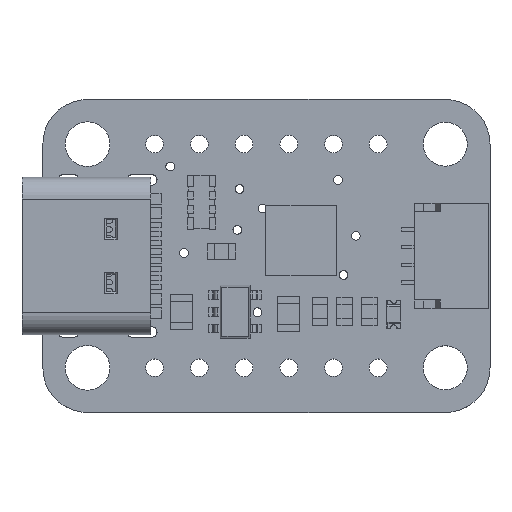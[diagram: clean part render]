
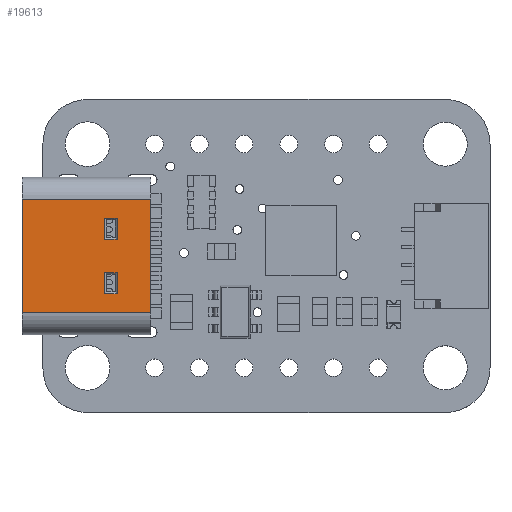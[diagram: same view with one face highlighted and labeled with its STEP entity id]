
A CAD part, top view. The second image highlights one B-rep face of the part: STEP entity #19613.
In plain terms, the highlighted planar face has unit normal (0, 0, 1).
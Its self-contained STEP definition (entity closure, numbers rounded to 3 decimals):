
#324=FACE_BOUND('',#2630,.T.);
#325=FACE_BOUND('',#2631,.T.);
#560=PLANE('',#21089);
#1501=FACE_OUTER_BOUND('',#2629,.T.);
#2629=EDGE_LOOP('',(#14598,#14599,#14600,#14601));
#2630=EDGE_LOOP('',(#14602,#14603,#14604,#14605));
#2631=EDGE_LOOP('',(#14606,#14607,#14608,#14609));
#4067=LINE('',#29415,#6344);
#4082=LINE('',#29481,#6359);
#4083=LINE('',#29483,#6360);
#4084=LINE('',#29484,#6361);
#4085=LINE('',#29487,#6362);
#4086=LINE('',#29489,#6363);
#4087=LINE('',#29491,#6364);
#4088=LINE('',#29492,#6365);
#4089=LINE('',#29495,#6366);
#4090=LINE('',#29497,#6367);
#4091=LINE('',#29499,#6368);
#4092=LINE('',#29500,#6369);
#6344=VECTOR('',#23868,6.44);
#6359=VECTOR('',#23941,7.3);
#6360=VECTOR('',#23942,6.44);
#6361=VECTOR('',#23943,7.3);
#6362=VECTOR('',#23944,1.2);
#6363=VECTOR('',#23945,0.7);
#6364=VECTOR('',#23946,1.2);
#6365=VECTOR('',#23947,0.7);
#6366=VECTOR('',#23948,1.2);
#6367=VECTOR('',#23949,0.7);
#6368=VECTOR('',#23950,1.2);
#6369=VECTOR('',#23951,0.7);
#8962=VERTEX_POINT('',#29412);
#8963=VERTEX_POINT('',#29414);
#8985=VERTEX_POINT('',#29480);
#8986=VERTEX_POINT('',#29482);
#8987=VERTEX_POINT('',#29485);
#8988=VERTEX_POINT('',#29486);
#8989=VERTEX_POINT('',#29488);
#8990=VERTEX_POINT('',#29490);
#8991=VERTEX_POINT('',#29493);
#8992=VERTEX_POINT('',#29494);
#8993=VERTEX_POINT('',#29496);
#8994=VERTEX_POINT('',#29498);
#11065=EDGE_CURVE('',#8963,#8962,#4067,.T.);
#11101=EDGE_CURVE('',#8962,#8985,#4082,.F.);
#11102=EDGE_CURVE('',#8986,#8985,#4083,.T.);
#11103=EDGE_CURVE('',#8986,#8963,#4084,.T.);
#11104=EDGE_CURVE('',#8987,#8988,#4085,.T.);
#11105=EDGE_CURVE('',#8988,#8989,#4086,.T.);
#11106=EDGE_CURVE('',#8989,#8990,#4087,.T.);
#11107=EDGE_CURVE('',#8990,#8987,#4088,.T.);
#11108=EDGE_CURVE('',#8991,#8992,#4089,.T.);
#11109=EDGE_CURVE('',#8992,#8993,#4090,.T.);
#11110=EDGE_CURVE('',#8993,#8994,#4091,.T.);
#11111=EDGE_CURVE('',#8994,#8991,#4092,.T.);
#14598=ORIENTED_EDGE('',*,*,#11065,.T.);
#14599=ORIENTED_EDGE('',*,*,#11101,.T.);
#14600=ORIENTED_EDGE('',*,*,#11102,.F.);
#14601=ORIENTED_EDGE('',*,*,#11103,.T.);
#14602=ORIENTED_EDGE('',*,*,#11104,.T.);
#14603=ORIENTED_EDGE('',*,*,#11105,.T.);
#14604=ORIENTED_EDGE('',*,*,#11106,.T.);
#14605=ORIENTED_EDGE('',*,*,#11107,.T.);
#14606=ORIENTED_EDGE('',*,*,#11108,.T.);
#14607=ORIENTED_EDGE('',*,*,#11109,.T.);
#14608=ORIENTED_EDGE('',*,*,#11110,.T.);
#14609=ORIENTED_EDGE('',*,*,#11111,.T.);
#19613=ADVANCED_FACE('',(#1501,#324,#325),#560,.F.);
#21089=AXIS2_PLACEMENT_3D('',#29479,#23939,#23940);
#23868=DIRECTION('',(-1.,0.,0.));
#23939=DIRECTION('center_axis',(0.,0.,-1.));
#23940=DIRECTION('ref_axis',(1.,0.,0.));
#23941=DIRECTION('',(0.,1.,0.));
#23942=DIRECTION('',(-1.,0.,0.));
#23943=DIRECTION('',(0.,1.,0.));
#23944=DIRECTION('',(1.,0.,0.));
#23945=DIRECTION('',(0.,-1.,0.));
#23946=DIRECTION('',(-1.,0.,0.));
#23947=DIRECTION('',(0.,1.,0.));
#23948=DIRECTION('',(1.,0.,0.));
#23949=DIRECTION('',(0.,-1.,0.));
#23950=DIRECTION('',(-1.,0.,0.));
#23951=DIRECTION('',(0.,1.,0.));
#29412=CARTESIAN_POINT('',(-3.22,3.45,3.2));
#29414=CARTESIAN_POINT('',(3.22,3.45,3.2));
#29415=CARTESIAN_POINT('',(3.22,3.45,3.2));
#29479=CARTESIAN_POINT('Origin',(-4.47,-3.85,3.2));
#29480=CARTESIAN_POINT('',(-3.22,-3.85,3.2));
#29481=CARTESIAN_POINT('',(-3.22,-3.85,3.2));
#29482=CARTESIAN_POINT('',(3.22,-3.85,3.2));
#29483=CARTESIAN_POINT('',(3.22,-3.85,3.2));
#29484=CARTESIAN_POINT('',(3.22,-3.85,3.2));
#29485=CARTESIAN_POINT('',(-2.15,1.55,3.2));
#29486=CARTESIAN_POINT('',(-0.95,1.55,3.2));
#29487=CARTESIAN_POINT('',(-2.15,1.55,3.2));
#29488=CARTESIAN_POINT('',(-0.95,0.85,3.2));
#29489=CARTESIAN_POINT('',(-0.95,1.55,3.2));
#29490=CARTESIAN_POINT('',(-2.15,0.85,3.2));
#29491=CARTESIAN_POINT('',(-0.95,0.85,3.2));
#29492=CARTESIAN_POINT('',(-2.15,0.85,3.2));
#29493=CARTESIAN_POINT('',(0.95,1.55,3.2));
#29494=CARTESIAN_POINT('',(2.15,1.55,3.2));
#29495=CARTESIAN_POINT('',(0.95,1.55,3.2));
#29496=CARTESIAN_POINT('',(2.15,0.85,3.2));
#29497=CARTESIAN_POINT('',(2.15,1.55,3.2));
#29498=CARTESIAN_POINT('',(0.95,0.85,3.2));
#29499=CARTESIAN_POINT('',(2.15,0.85,3.2));
#29500=CARTESIAN_POINT('',(0.95,0.85,3.2));
